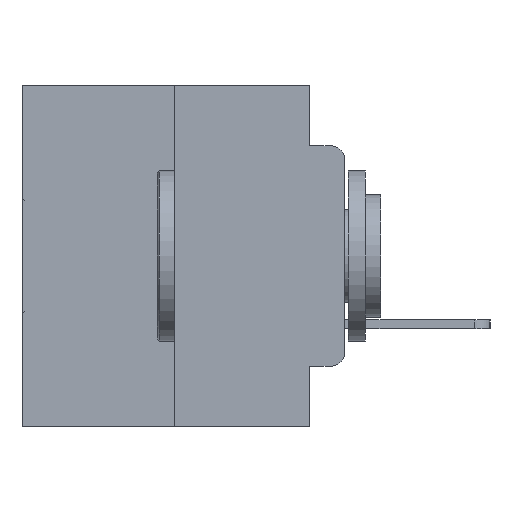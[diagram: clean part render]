
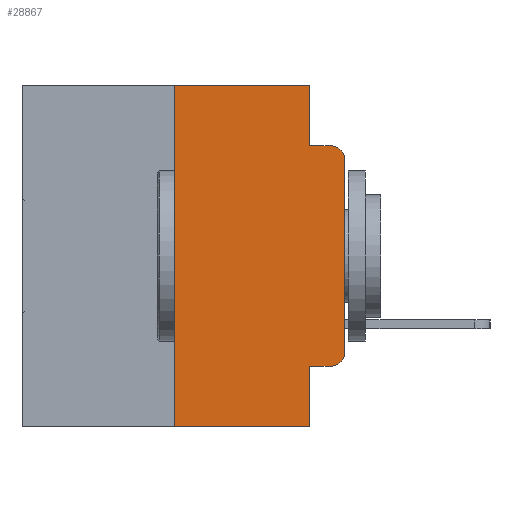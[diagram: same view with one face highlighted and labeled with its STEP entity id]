
A CAD part, left-side view. The second image highlights one B-rep face of the part: STEP entity #28867.
In plain terms, the highlighted planar face has unit normal (-1, 0, 0).
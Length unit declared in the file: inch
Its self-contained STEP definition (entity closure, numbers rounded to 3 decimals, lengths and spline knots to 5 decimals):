
#239 = LINE ( 'NONE', #23653, #18595 ) ;
#303 = CIRCLE ( 'NONE', #10563, 0.02 ) ;
#818 = EDGE_CURVE ( 'NONE', #15116, #5840, #10692, .T. ) ;
#861 = ORIENTED_EDGE ( 'NONE', *, *, #15707, .F. ) ;
#941 = DIRECTION ( 'NONE',  ( 0., -1., 0. ) ) ;
#1091 = LINE ( 'NONE', #16433, #12619 ) ;
#1182 = CARTESIAN_POINT ( 'NONE',  ( 0., 0.25, -0.5 ) ) ;
#1199 = VECTOR ( 'NONE', #22785, 39.37008 ) ;
#2326 = VERTEX_POINT ( 'NONE', #28733 ) ;
#2745 = EDGE_CURVE ( 'NONE', #7528, #16183, #1091, .T. ) ;
#2783 = CARTESIAN_POINT ( 'NONE',  ( 0., 0., -0.3915 ) ) ;
#2972 = DIRECTION ( 'NONE',  ( 0., -1., 0. ) ) ;
#3022 = ORIENTED_EDGE ( 'NONE', *, *, #5879, .F. ) ;
#4033 = AXIS2_PLACEMENT_3D ( 'NONE', #23636, #9926, #25947 ) ;
#4197 = CARTESIAN_POINT ( 'NONE',  ( 0., 0.473, 0. ) ) ;
#4446 = ORIENTED_EDGE ( 'NONE', *, *, #2745, .T. ) ;
#4667 = CARTESIAN_POINT ( 'NONE',  ( 0., 0.25, 0. ) ) ;
#5303 = EDGE_CURVE ( 'NONE', #14212, #2326, #239, .T. ) ;
#5840 = VERTEX_POINT ( 'NONE', #21459 ) ;
#5879 = EDGE_CURVE ( 'NONE', #10765, #25486, #27128, .T. ) ;
#6085 = EDGE_CURVE ( 'NONE', #16731, #16630, #28166, .T. ) ;
#6847 = CARTESIAN_POINT ( 'NONE',  ( 0., 0.02, -0.1085 ) ) ;
#7509 = VECTOR ( 'NONE', #18524, 39.37008 ) ;
#7528 = VERTEX_POINT ( 'NONE', #2783 ) ;
#8850 = DIRECTION ( 'NONE',  ( 0., 0., -1. ) ) ;
#9161 = DIRECTION ( 'NONE',  ( 0., 0., -1. ) ) ;
#9527 = FACE_OUTER_BOUND ( 'NONE', #27738, .T. ) ;
#9926 = DIRECTION ( 'NONE',  ( -1., 0., 0. ) ) ;
#10563 = AXIS2_PLACEMENT_3D ( 'NONE', #6847, #22878, #9161 ) ;
#10692 = LINE ( 'NONE', #20984, #22193 ) ;
#10765 = VERTEX_POINT ( 'NONE', #13073 ) ;
#10946 = ORIENTED_EDGE ( 'NONE', *, *, #27893, .F. ) ;
#11009 = VECTOR ( 'NONE', #25926, 39.37008 ) ;
#12431 = CARTESIAN_POINT ( 'NONE',  ( 0., 0.473, 0. ) ) ;
#12619 = VECTOR ( 'NONE', #18750, 39.37008 ) ;
#12814 = EDGE_CURVE ( 'NONE', #16630, #7528, #20983, .T. ) ;
#13073 = CARTESIAN_POINT ( 'NONE',  ( 0., 0.25, 0. ) ) ;
#13461 = LINE ( 'NONE', #20499, #1199 ) ;
#13564 = CARTESIAN_POINT ( 'NONE',  ( 0., 0.051, -0.4115 ) ) ;
#13746 = AXIS2_PLACEMENT_3D ( 'NONE', #4197, #22575, #8850 ) ;
#14212 = VERTEX_POINT ( 'NONE', #1182 ) ;
#14931 = CARTESIAN_POINT ( 'NONE',  ( 0., 0.051, -0.4115 ) ) ;
#14995 = VECTOR ( 'NONE', #941, 39.37008 ) ;
#15116 = VERTEX_POINT ( 'NONE', #15808 ) ;
#15707 = EDGE_CURVE ( 'NONE', #16731, #2326, #13461, .T. ) ;
#15808 = CARTESIAN_POINT ( 'NONE',  ( 0., 0.051, -0.0885 ) ) ;
#16036 = VECTOR ( 'NONE', #27229, 39.37008 ) ;
#16183 = VERTEX_POINT ( 'NONE', #22075 ) ;
#16433 = CARTESIAN_POINT ( 'NONE',  ( 0., 0., 0. ) ) ;
#16630 = VERTEX_POINT ( 'NONE', #28278 ) ;
#16731 = VERTEX_POINT ( 'NONE', #14931 ) ;
#17118 = LINE ( 'NONE', #23616, #11009 ) ;
#17988 = PLANE ( 'NONE',  #13746 ) ;
#18524 = DIRECTION ( 'NONE',  ( 0., 0., 1. ) ) ;
#18595 = VECTOR ( 'NONE', #2972, 39.37008 ) ;
#18656 = DIRECTION ( 'NONE',  ( 0., -1., 0. ) ) ;
#18750 = DIRECTION ( 'NONE',  ( 0., 0., 1. ) ) ;
#19265 = EDGE_CURVE ( 'NONE', #14212, #10765, #25793, .T. ) ;
#19820 = CARTESIAN_POINT ( 'NONE',  ( 0., 0.051, 0. ) ) ;
#20499 = CARTESIAN_POINT ( 'NONE',  ( 0., 0.051, 0. ) ) ;
#20983 = CIRCLE ( 'NONE', #4033, 0.02 ) ;
#20984 = CARTESIAN_POINT ( 'NONE',  ( 0., 0.051, -0.0885 ) ) ;
#21459 = CARTESIAN_POINT ( 'NONE',  ( 0., 0.02, -0.0885 ) ) ;
#22075 = CARTESIAN_POINT ( 'NONE',  ( 0., 0., -0.1085 ) ) ;
#22098 = ORIENTED_EDGE ( 'NONE', *, *, #6085, .T. ) ;
#22193 = VECTOR ( 'NONE', #18656, 39.37008 ) ;
#22575 = DIRECTION ( 'NONE',  ( 1., 0., 0. ) ) ;
#22785 = DIRECTION ( 'NONE',  ( 0., 0., -1. ) ) ;
#22878 = DIRECTION ( 'NONE',  ( -1., 0., 0. ) ) ;
#23616 = CARTESIAN_POINT ( 'NONE',  ( 0., 0.051, 0. ) ) ;
#23636 = CARTESIAN_POINT ( 'NONE',  ( 0., 0.02, -0.3915 ) ) ;
#23653 = CARTESIAN_POINT ( 'NONE',  ( 0., 0.473, -0.5 ) ) ;
#23904 = EDGE_CURVE ( 'NONE', #16183, #5840, #303, .T. ) ;
#25486 = VERTEX_POINT ( 'NONE', #19820 ) ;
#25636 = ORIENTED_EDGE ( 'NONE', *, *, #23904, .T. ) ;
#25793 = LINE ( 'NONE', #4667, #7509 ) ;
#25926 = DIRECTION ( 'NONE',  ( 0., 0., -1. ) ) ;
#25947 = DIRECTION ( 'NONE',  ( 0., 0., -1. ) ) ;
#25982 = ORIENTED_EDGE ( 'NONE', *, *, #5303, .T. ) ;
#27045 = ORIENTED_EDGE ( 'NONE', *, *, #818, .F. ) ;
#27128 = LINE ( 'NONE', #12431, #14995 ) ;
#27229 = DIRECTION ( 'NONE',  ( 0., -1., 0. ) ) ;
#27738 = EDGE_LOOP ( 'NONE', ( #4446, #25636, #27045, #10946, #3022, #29155, #25982, #861, #22098, #28500 ) ) ;
#27893 = EDGE_CURVE ( 'NONE', #25486, #15116, #17118, .T. ) ;
#28166 = LINE ( 'NONE', #13564, #16036 ) ;
#28278 = CARTESIAN_POINT ( 'NONE',  ( 0., 0.02, -0.4115 ) ) ;
#28500 = ORIENTED_EDGE ( 'NONE', *, *, #12814, .T. ) ;
#28733 = CARTESIAN_POINT ( 'NONE',  ( 0., 0.051, -0.5 ) ) ;
#28867 = ADVANCED_FACE ( 'NONE', ( #9527 ), #17988, .F. ) ;
#29155 = ORIENTED_EDGE ( 'NONE', *, *, #19265, .F. ) ;
